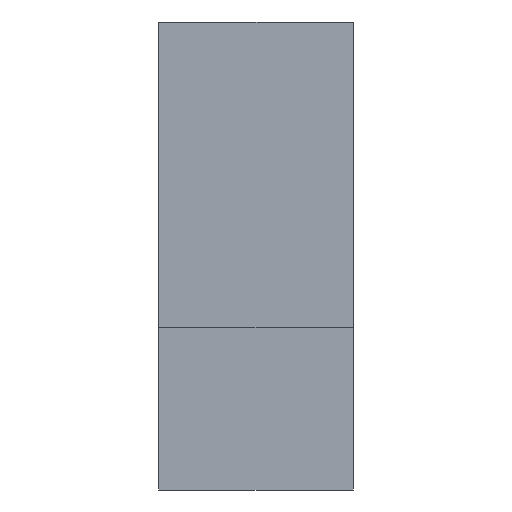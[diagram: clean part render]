
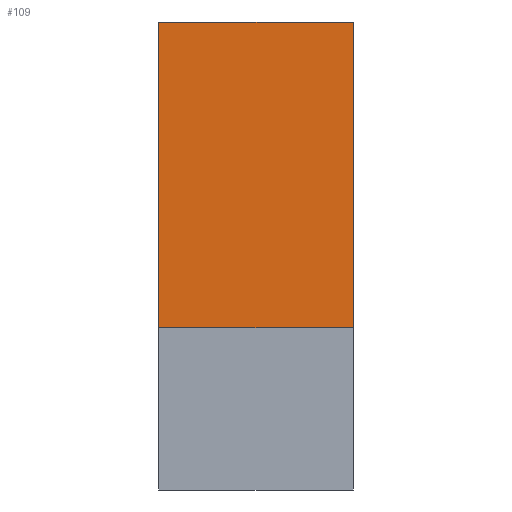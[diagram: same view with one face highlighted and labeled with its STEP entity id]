
A CAD part, top view. The second image highlights one B-rep face of the part: STEP entity #109.
In plain terms, the highlighted planar face has unit normal (0, 0.951, 0.309).
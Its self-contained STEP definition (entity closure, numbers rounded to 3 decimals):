
#23=FACE_OUTER_BOUND('',#29,.T.);
#29=EDGE_LOOP('',(#91,#92,#93,#94));
#31=LINE('',#168,#43);
#36=LINE('',#178,#48);
#41=LINE('',#187,#53);
#42=LINE('',#189,#54);
#43=VECTOR('',#139,10.);
#48=VECTOR('',#146,10.);
#53=VECTOR('',#155,10.);
#54=VECTOR('',#158,10.);
#55=VERTEX_POINT('',#166);
#56=VERTEX_POINT('',#167);
#59=VERTEX_POINT('',#175);
#62=VERTEX_POINT('',#185);
#63=EDGE_CURVE('',#55,#56,#31,.T.);
#68=EDGE_CURVE('',#59,#55,#36,.T.);
#73=EDGE_CURVE('',#62,#56,#41,.T.);
#74=EDGE_CURVE('',#59,#62,#42,.T.);
#91=ORIENTED_EDGE('',*,*,#74,.T.);
#92=ORIENTED_EDGE('',*,*,#73,.T.);
#93=ORIENTED_EDGE('',*,*,#63,.F.);
#94=ORIENTED_EDGE('',*,*,#68,.F.);
#103=PLANE('',#130);
#109=ADVANCED_FACE('',(#23),#103,.T.);
#130=AXIS2_PLACEMENT_3D('',#188,#156,#157);
#139=DIRECTION('',(0.,0.309,-0.951));
#146=DIRECTION('',(-1.,0.,0.));
#155=DIRECTION('',(-1.,0.,0.));
#156=DIRECTION('center_axis',(0.,0.951,0.309));
#157=DIRECTION('ref_axis',(0.,0.309,-0.951));
#158=DIRECTION('',(0.,0.309,-0.951));
#166=CARTESIAN_POINT('',(312.211,135.,97.5));
#167=CARTESIAN_POINT('',(312.211,153.98,39.025));
#168=CARTESIAN_POINT('',(312.211,135.,97.5));
#175=CARTESIAN_POINT('',(324.211,135.,97.5));
#178=CARTESIAN_POINT('',(324.211,135.,97.5));
#185=CARTESIAN_POINT('',(324.211,153.98,39.025));
#187=CARTESIAN_POINT('',(324.211,153.98,39.025));
#188=CARTESIAN_POINT('Origin',(324.211,135.,97.5));
#189=CARTESIAN_POINT('',(324.211,135.,97.5));
